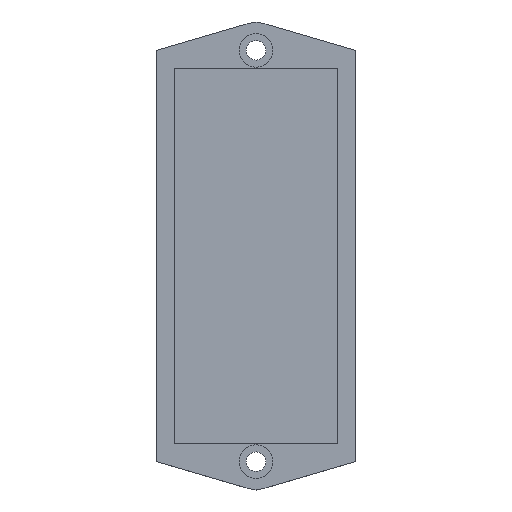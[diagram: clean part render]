
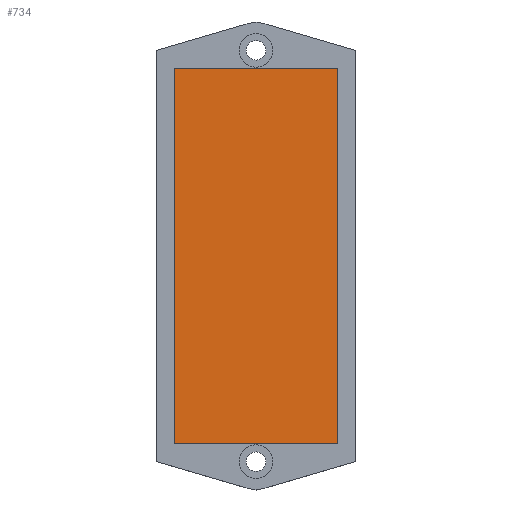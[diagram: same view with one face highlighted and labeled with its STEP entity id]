
A CAD part, top view. The second image highlights one B-rep face of the part: STEP entity #734.
In plain terms, the highlighted planar face has unit normal (0, 0, 1).
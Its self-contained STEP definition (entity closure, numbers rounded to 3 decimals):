
#245=DIRECTION('',(0.,-1.,0.));
#246=VECTOR('',#245,106.);
#247=CARTESIAN_POINT('',(-23.,53.,8.5));
#248=LINE('',#247,#246);
#249=DIRECTION('',(-1.,0.,0.));
#250=VECTOR('',#249,46.);
#251=CARTESIAN_POINT('',(23.,53.,8.5));
#252=LINE('',#251,#250);
#253=DIRECTION('',(0.,1.,0.));
#254=VECTOR('',#253,106.);
#255=CARTESIAN_POINT('',(23.,-53.,8.5));
#256=LINE('',#255,#254);
#257=DIRECTION('',(1.,0.,0.));
#258=VECTOR('',#257,46.);
#259=CARTESIAN_POINT('',(-23.,-53.,8.5));
#260=LINE('',#259,#258);
#325=CARTESIAN_POINT('',(-23.,53.,8.5));
#326=CARTESIAN_POINT('',(-23.,-53.,8.5));
#327=VERTEX_POINT('',#325);
#328=VERTEX_POINT('',#326);
#329=CARTESIAN_POINT('',(23.,-53.,8.5));
#330=VERTEX_POINT('',#329);
#331=CARTESIAN_POINT('',(23.,53.,8.5));
#332=VERTEX_POINT('',#331);
#723=CARTESIAN_POINT('',(0.,0.,8.5));
#724=DIRECTION('',(0.,0.,1.));
#725=DIRECTION('',(1.,0.,0.));
#726=AXIS2_PLACEMENT_3D('',#723,#724,#725);
#727=PLANE('',#726);
#728=ORIENTED_EDGE('',*,*,#675,.F.);
#729=ORIENTED_EDGE('',*,*,#690,.F.);
#730=ORIENTED_EDGE('',*,*,#704,.F.);
#731=ORIENTED_EDGE('',*,*,#717,.F.);
#732=EDGE_LOOP('',(#728,#729,#730,#731));
#733=FACE_OUTER_BOUND('',#732,.F.);
#734=ADVANCED_FACE('',(#733),#727,.T.);
#675=EDGE_CURVE('',#327,#328,#248,.T.);
#690=EDGE_CURVE('',#332,#327,#252,.T.);
#704=EDGE_CURVE('',#330,#332,#256,.T.);
#717=EDGE_CURVE('',#328,#330,#260,.T.);
